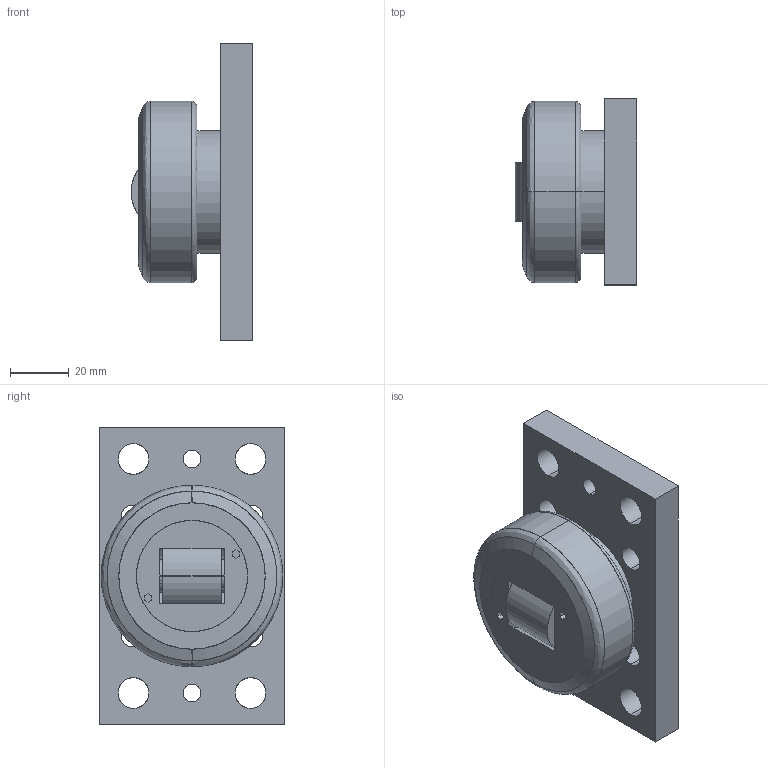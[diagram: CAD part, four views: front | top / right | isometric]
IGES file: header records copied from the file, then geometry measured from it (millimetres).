
Start section: SolidWorks IGES file using analytic representation for surfaces
Global section: file name: CRT_A0333B50B3.igs; native system: SolidWorks 2019; preprocessor: SolidWorks 2019; author: PCM_PROD; date: 221031.153527; units: inch
Bounding box: 41.61 x 63.5 x 101.6 mm (x, y, z)
Surface area: 40635.5 mm2 (no closed solid volume)
Topology: 0 solids, 0 shells, 87 faces, 2294 edges, 2294 vertices
Faces by surface type: revolution 52, bspline 35
